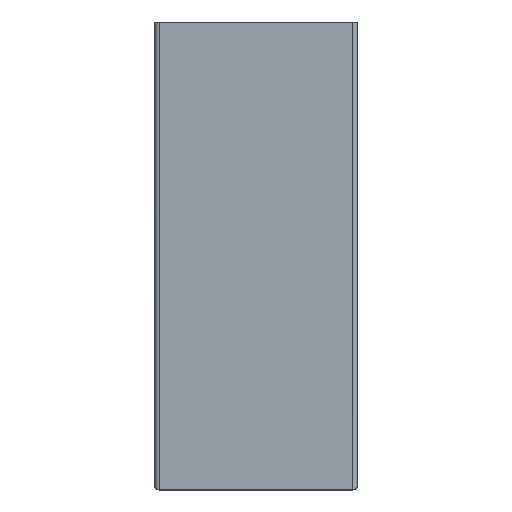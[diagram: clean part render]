
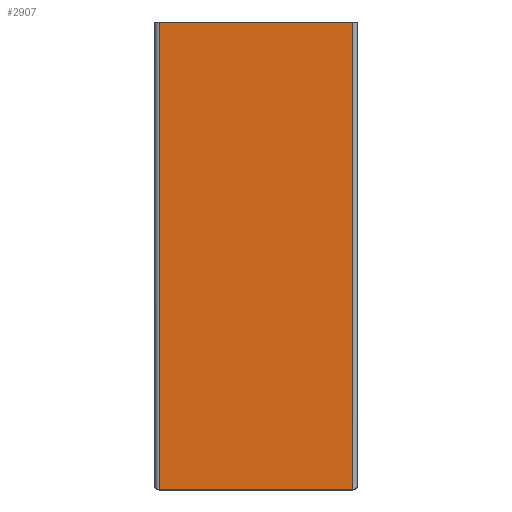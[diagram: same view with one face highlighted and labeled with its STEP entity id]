
A CAD part, left-side view. The second image highlights one B-rep face of the part: STEP entity #2907.
In plain terms, the highlighted planar face has unit normal (-1, 0, 0).
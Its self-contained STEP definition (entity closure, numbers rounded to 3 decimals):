
#201 = FACE_OUTER_BOUND ( 'NONE', #1319, .T. ) ;
#243 = EDGE_CURVE ( 'NONE', #2100, #1939, #1863, .T. ) ;
#701 = AXIS2_PLACEMENT_3D ( 'NONE', #3692, #3687, #3685 ) ;
#1142 = VECTOR ( 'NONE', #1358, 1000. ) ;
#1197 = VECTOR ( 'NONE', #2366, 1000. ) ;
#1230 = VECTOR ( 'NONE', #2478, 1000. ) ;
#1246 = LINE ( 'NONE', #1813, #1197 ) ;
#1269 = VECTOR ( 'NONE', #2571, 1000. ) ;
#1271 = LINE ( 'NONE', #2488, #1230 ) ;
#1296 = LINE ( 'NONE', #2582, #1269 ) ;
#1319 = EDGE_LOOP ( 'NONE', ( #1339, #1343, #1389, #1392 ) ) ;
#1339 = ORIENTED_EDGE ( 'NONE', *, *, #1742, .T. ) ;
#1343 = ORIENTED_EDGE ( 'NONE', *, *, #1773, .F. ) ;
#1358 = DIRECTION ( 'NONE',  ( 0., 0., -1. ) ) ;
#1389 = ORIENTED_EDGE ( 'NONE', *, *, #1822, .F. ) ;
#1392 = ORIENTED_EDGE ( 'NONE', *, *, #243, .T. ) ;
#1425 = CARTESIAN_POINT ( 'NONE',  ( 0., 62., 300. ) ) ;
#1539 = CARTESIAN_POINT ( 'NONE',  ( 0., 62., 300. ) ) ;
#1742 = EDGE_CURVE ( 'NONE', #1939, #2195, #1296, .T. ) ;
#1773 = EDGE_CURVE ( 'NONE', #2913, #2195, #1271, .T. ) ;
#1813 = CARTESIAN_POINT ( 'NONE',  ( 0., -62., 300. ) ) ;
#1822 = EDGE_CURVE ( 'NONE', #2100, #2913, #1246, .T. ) ;
#1863 = LINE ( 'NONE', #1425, #1142 ) ;
#1939 = VERTEX_POINT ( 'NONE', #2002 ) ;
#2002 = CARTESIAN_POINT ( 'NONE',  ( 0., 62., 0. ) ) ;
#2100 = VERTEX_POINT ( 'NONE', #1539 ) ;
#2151 = CARTESIAN_POINT ( 'NONE',  ( 0., -62., 0. ) ) ;
#2195 = VERTEX_POINT ( 'NONE', #2151 ) ;
#2366 = DIRECTION ( 'NONE',  ( 0., -1., 0. ) ) ;
#2478 = DIRECTION ( 'NONE',  ( 0., 0., -1. ) ) ;
#2488 = CARTESIAN_POINT ( 'NONE',  ( 0., -62., 300. ) ) ;
#2571 = DIRECTION ( 'NONE',  ( 0., -1., 0. ) ) ;
#2582 = CARTESIAN_POINT ( 'NONE',  ( 0., -62., 0. ) ) ;
#2907 = ADVANCED_FACE ( 'NONE', ( #201 ), #3690, .F. ) ;
#2913 = VERTEX_POINT ( 'NONE', #3702 ) ;
#3685 = DIRECTION ( 'NONE',  ( 0., 0., -1. ) ) ;
#3687 = DIRECTION ( 'NONE',  ( 1., 0., 0. ) ) ;
#3690 = PLANE ( 'NONE',  #701 ) ;
#3692 = CARTESIAN_POINT ( 'NONE',  ( 0., -62., 300. ) ) ;
#3702 = CARTESIAN_POINT ( 'NONE',  ( 0., -62., 300. ) ) ;
